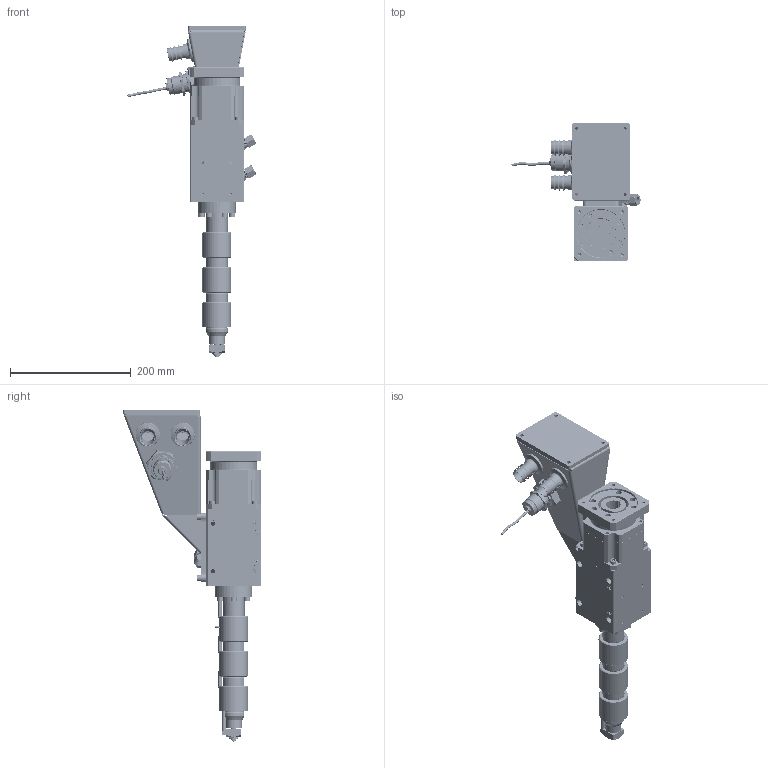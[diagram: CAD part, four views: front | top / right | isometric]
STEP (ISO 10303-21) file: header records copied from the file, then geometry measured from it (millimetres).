
FILE_DESCRIPTION(/* description */ (''),/* implementation_level */ '2;1');
FILE_NAME(/* name */ 'Pellet Extruder with Straight Gearbox and No Moto.step',/* time_stamp */ '2023-01-20T18:15:13-06:00',/* author */ (''),/* organization */ (''),/* preprocessor_version */ 'ST-DEVELOPER v19.2',/* originating_system */ 'Autodesk Translation Framework v11.17.0.187',/* authorisation */ '');
FILE_SCHEMA (('AUTOMOTIVE_DESIGN { 1 0 10303 214 3 1 1 }'));
Products named in the file (1): Pellet Extruder with Straight Gearbox and No Motor.f3d 
Bounding box: 213.5 x 227.8 x 548.95 mm (x, y, z)
Volume: 2205065.4 mm3; surface area: 499379 mm2
Topology: 55 solids, 81 shells, 3196 faces, 8098 edges, 5168 vertices
Faces by surface type: plane 1543, cylinder 761, cone 423, bspline 275, torus 156, sphere 38
Full cylindrical faces by diameter (mm): 0.4 x2, 1 x1, 1.1 x2, 1.6 x7, 1.7 x2, 2 x3, 3 x2, 3.175 x5, 3.7 x1, 4 x1, 4.134 x4, 4.196 x6, 4.2 x12, 4.5 x1, 4.75 x1, 5 x25, 5.1 x1, 5.5 x10, 6 x18, 6.274 x2, 6.33 x4, 6.35 x27, 6.4 x4, 6.6 x4, 6.747 x1, 6.756 x8, 7 x1, 7.137 x4, 7.485 x4, 7.722 x3
Entity records: 135368 total; most frequent: CARTESIAN_POINT 55549, DIRECTION 16073, ORIENTED_EDGE 16056, EDGE_CURVE 8050, AXIS2_PLACEMENT_3D 6274, VERTEX_POINT 5168, EDGE_LOOP 3572, LINE 3525
